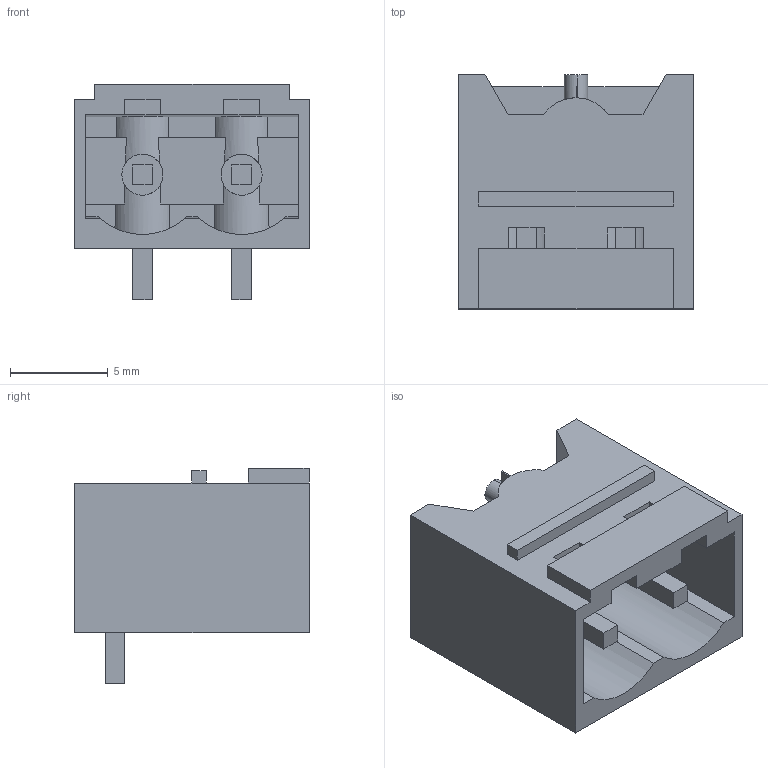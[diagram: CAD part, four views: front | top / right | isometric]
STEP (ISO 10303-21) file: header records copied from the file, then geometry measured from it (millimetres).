
FILE_DESCRIPTION(('CATIA V5 STEP Exchange','CAx-IF Rec.Pracs.--- Model Styling and Organization---1.4--- 2014-01-23'),'2;1');
FILE_NAME ('D1458377_1_1884210000_1884210000.stp','2021-02-08T08:29:43+00:00',('none'),('Weidmueller'),'CATIA Version 5-6 Release 2016 SP3 HF44','CATIA V5 STEP AP214','none');
FILE_SCHEMA(('AUTOMOTIVE_DESIGN { 1 0 10303 214 1 1 1 1 }'));
Length unit declared in the file: millimetre
Products named in the file (1): 1884210000
Bounding box: 12.06 x 12 x 11.03 mm (x, y, z)
Volume: 507.3 mm3; surface area: 1189.4 mm2
Topology: 3 solids, 3 shells, 141 faces, 410 edges, 271 vertices
Faces by surface type: plane 120, cylinder 19, extrusion 2
Entity records: 4705 total; most frequent: CARTESIAN_POINT 1006, ORIENTED_EDGE 820, DIRECTION 590, EDGE_CURVE 410, VECTOR 327, LINE 325, VERTEX_POINT 272, AXIS2_PLACEMENT_3D 151
